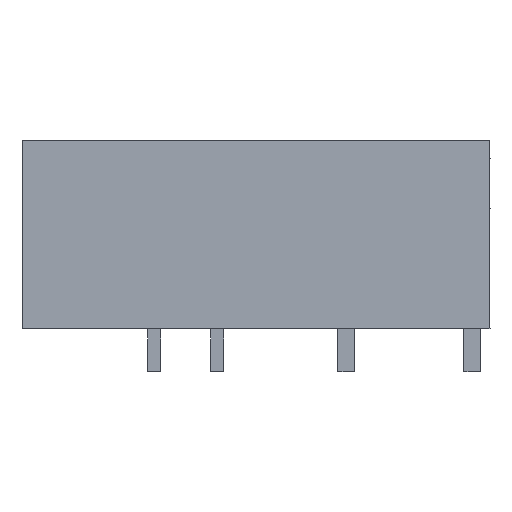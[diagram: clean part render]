
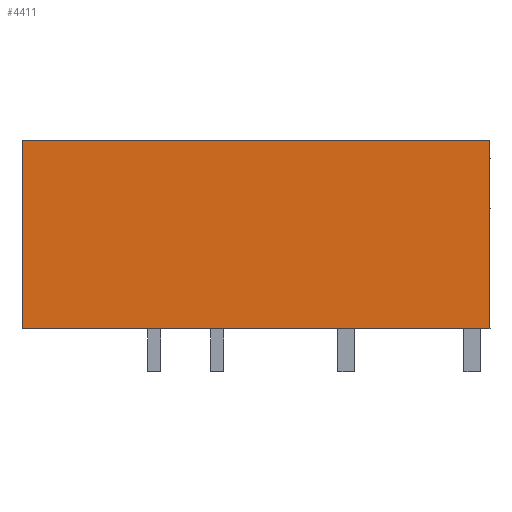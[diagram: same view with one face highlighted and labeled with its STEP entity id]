
A CAD part, left-side view. The second image highlights one B-rep face of the part: STEP entity #4411.
In plain terms, the highlighted planar face has unit normal (-1, 0, 0).
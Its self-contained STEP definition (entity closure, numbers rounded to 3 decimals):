
#4398=AXIS2_PLACEMENT_3D('Plane Axis2P3D',#4395,#4396,#4397) ;
#1452=CARTESIAN_POINT('Vertex',(0.,0.,14.)) ;
#1455=CARTESIAN_POINT('Line Origine',(0.,0.,8.3)) ;
#1459=CARTESIAN_POINT('Vertex',(0.,0.,2.6)) ;
#1488=CARTESIAN_POINT('Line Origine',(0.,14.15,2.6)) ;
#1492=CARTESIAN_POINT('Vertex',(0.,28.3,2.6)) ;
#3621=CARTESIAN_POINT('Line Origine',(0.,28.3,8.3)) ;
#3625=CARTESIAN_POINT('Vertex',(0.,28.3,14.)) ;
#4395=CARTESIAN_POINT('Axis2P3D Location',(0.,0.,17.5)) ;
#4400=CARTESIAN_POINT('Line Origine',(0.,14.15,14.)) ;
#1456=DIRECTION('Vector Direction',(0.,0.,-1.)) ;
#1489=DIRECTION('Vector Direction',(0.,-1.,0.)) ;
#3622=DIRECTION('Vector Direction',(0.,0.,1.)) ;
#4396=DIRECTION('Axis2P3D Direction',(-1.,0.,0.)) ;
#4397=DIRECTION('Axis2P3D XDirection',(0.,1.,0.)) ;
#4401=DIRECTION('Vector Direction',(0.,-1.,0.)) ;
#1457=VECTOR('Line Direction',#1456,1.) ;
#1490=VECTOR('Line Direction',#1489,1.) ;
#3623=VECTOR('Line Direction',#3622,1.) ;
#4402=VECTOR('Line Direction',#4401,1.) ;
#4406=ORIENTED_EDGE('',*,*,#4404,.F.) ;
#4407=ORIENTED_EDGE('',*,*,#3627,.F.) ;
#4408=ORIENTED_EDGE('',*,*,#1494,.T.) ;
#4409=ORIENTED_EDGE('',*,*,#1461,.T.) ;
#4411=ADVANCED_FACE('model',(#4410),#4399,.T.) ;
#1461=EDGE_CURVE('',#1460,#1453,#1458,.F.) ;
#1494=EDGE_CURVE('',#1493,#1460,#1491,.T.) ;
#3627=EDGE_CURVE('',#1493,#3626,#3624,.T.) ;
#4404=EDGE_CURVE('',#3626,#1453,#4403,.T.) ;
#4405=EDGE_LOOP('',(#4406,#4407,#4408,#4409)) ;
#4410=FACE_OUTER_BOUND('',#4405,.T.) ;
#1458=LINE('Line',#1455,#1457) ;
#1491=LINE('Line',#1488,#1490) ;
#3624=LINE('Line',#3621,#3623) ;
#4403=LINE('Line',#4400,#4402) ;
#4399=PLANE('',#4398) ;
#1453=VERTEX_POINT('',#1452) ;
#1460=VERTEX_POINT('',#1459) ;
#1493=VERTEX_POINT('',#1492) ;
#3626=VERTEX_POINT('',#3625) ;
